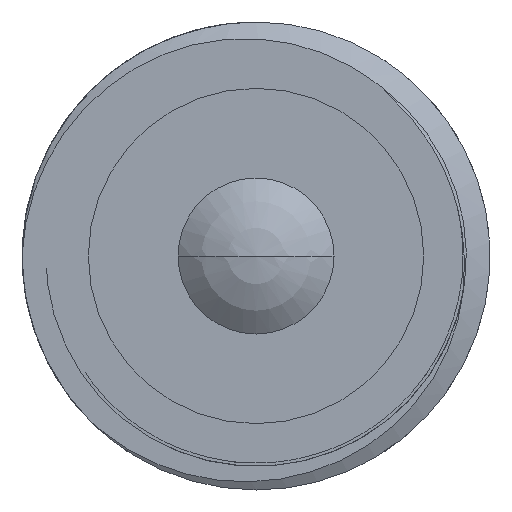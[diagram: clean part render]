
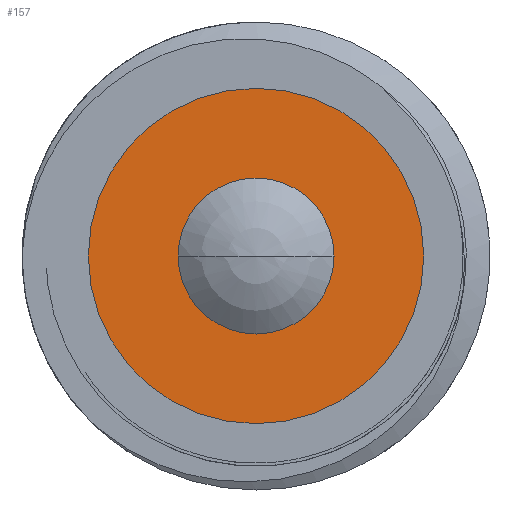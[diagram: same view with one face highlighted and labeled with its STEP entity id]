
A CAD part, left-side view. The second image highlights one B-rep face of the part: STEP entity #157.
In plain terms, the highlighted planar face has unit normal (-1, 0, 0).
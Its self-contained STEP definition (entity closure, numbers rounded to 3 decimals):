
#157=ADVANCED_FACE('',(#432,#433),#434,.F.);
#432=FACE_BOUND('',#1002,.T.);
#433=FACE_OUTER_BOUND('',#1003,.T.);
#434=PLANE('',#1004);
#1002=EDGE_LOOP('',(#9079,#9080));
#1003=EDGE_LOOP('',(#9081,#9082));
#1004=AXIS2_PLACEMENT_3D('',#9083,#9084,#9085);
#9079=ORIENTED_EDGE('',*,*,#10182,.F.);
#9080=ORIENTED_EDGE('',*,*,#9953,.F.);
#9081=ORIENTED_EDGE('',*,*,#10181,.T.);
#9082=ORIENTED_EDGE('',*,*,#9955,.T.);
#9083=CARTESIAN_POINT('',(3.487,1.0,0.0));
#9084=DIRECTION('',(1.0,0.0,0.0));
#9085=DIRECTION('',(0.0,0.0,-1.0));
#9953=EDGE_CURVE('',#10644,#10641,#10646,.T.);
#9955=EDGE_CURVE('',#10650,#10647,#10651,.T.);
#10181=EDGE_CURVE('',#10647,#10650,#11088,.T.);
#10182=EDGE_CURVE('',#10641,#10644,#11089,.T.);
#10641=VERTEX_POINT('',#62051);
#10644=VERTEX_POINT('',#62055);
#10646=CIRCLE('',#62058,1.0);
#10647=VERTEX_POINT('',#62059);
#10650=VERTEX_POINT('',#62063);
#10651=CIRCLE('',#62064,2.15);
#11088=CIRCLE('',#64017,2.15);
#11089=CIRCLE('',#64018,1.0);
#62051=CARTESIAN_POINT('',(3.487,0.0,1.0));
#62055=CARTESIAN_POINT('',(3.487,0.,-1.0));
#62058=AXIS2_PLACEMENT_3D('',#66999,#67000,#67001);
#62059=CARTESIAN_POINT('',(3.487,0.0,2.15));
#62063=CARTESIAN_POINT('',(3.487,0.,-2.15));
#62064=AXIS2_PLACEMENT_3D('',#67003,#67004,#67005);
#64017=AXIS2_PLACEMENT_3D('',#67087,#67088,#67089);
#64018=AXIS2_PLACEMENT_3D('',#67090,#67091,#67092);
#66999=CARTESIAN_POINT('',(3.487,0.0,0.0));
#67000=DIRECTION('',(-1.0,0.0,0.0));
#67001=DIRECTION('',(0.0,0.0,1.0));
#67003=CARTESIAN_POINT('',(3.487,0.0,0.0));
#67004=DIRECTION('',(-1.0,0.0,0.0));
#67005=DIRECTION('',(0.0,0.0,1.0));
#67087=CARTESIAN_POINT('',(3.487,0.0,0.0));
#67088=DIRECTION('',(-1.0,0.0,0.0));
#67089=DIRECTION('',(0.0,0.0,1.0));
#67090=CARTESIAN_POINT('',(3.487,0.0,0.0));
#67091=DIRECTION('',(-1.0,0.0,0.0));
#67092=DIRECTION('',(0.0,0.0,1.0));
